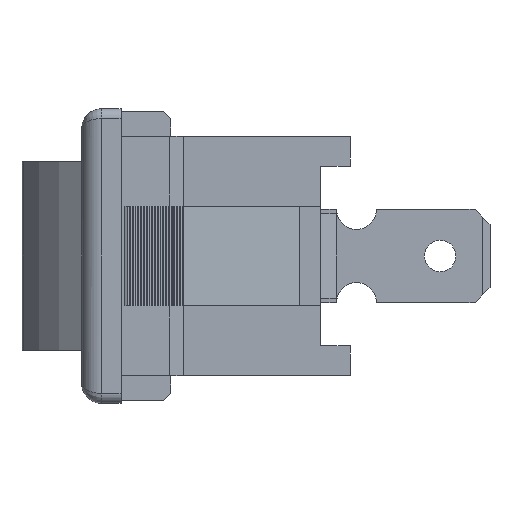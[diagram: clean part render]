
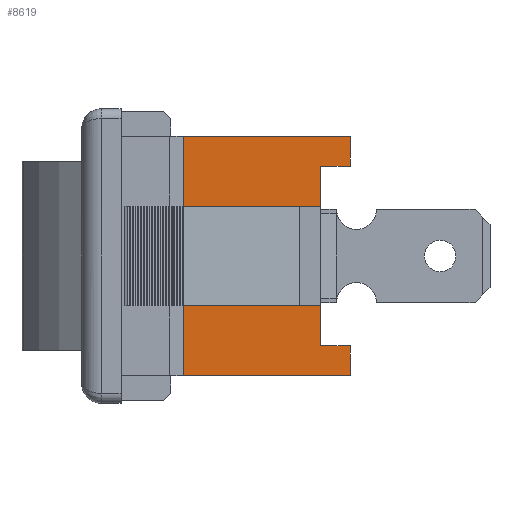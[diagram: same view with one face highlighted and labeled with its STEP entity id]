
A CAD part, left-side view. The second image highlights one B-rep face of the part: STEP entity #8619.
In plain terms, the highlighted planar face has unit normal (-1, 0, 0).
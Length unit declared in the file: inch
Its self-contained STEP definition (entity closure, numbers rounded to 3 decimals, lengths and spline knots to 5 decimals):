
#7259 = CARTESIAN_POINT ( 'NONE',  ( -0.3385, -0.17, 0.18 ) ) ;
#7260 = DIRECTION ( 'NONE',  ( 0., 0., 1. ) ) ;
#7261 = VECTOR ( 'NONE', #7260, 39.37008 ) ;
#7262 = CARTESIAN_POINT ( 'NONE',  ( -0.3385, -0.17, 0.24 ) ) ;
#7290 = CARTESIAN_POINT ( 'NONE',  ( -0.3385, -0.10881, 0.1 ) ) ;
#7291 = CARTESIAN_POINT ( 'NONE',  ( -0.3385, -0.23, 0.18 ) ) ;
#7292 = DIRECTION ( 'NONE',  ( 0., 0., -1. ) ) ;
#7293 = VECTOR ( 'NONE', #7292, 39.37008 ) ;
#7294 = CARTESIAN_POINT ( 'NONE',  ( -0.3385, -0.10881, 0.1 ) ) ;
#7295 = LINE ( 'NONE', #7294, #7293 ) ;
#7301 = DIRECTION ( 'NONE',  ( 0., 0., -1. ) ) ;
#7302 = DIRECTION ( 'NONE',  ( 1., 0., 0. ) ) ;
#7303 = CARTESIAN_POINT ( 'NONE',  ( -0.3385, 0.23, 0.24 ) ) ;
#7304 = AXIS2_PLACEMENT_3D ( 'NONE', #7303, #7302, #7301 ) ;
#7305 = PLANE ( 'NONE',  #7304 ) ;
#7306 = LINE ( 'NONE', #7262, #7261 ) ;
#7318 = DIRECTION ( 'NONE',  ( 0., 1., 0. ) ) ;
#7319 = VECTOR ( 'NONE', #7318, 39.37008 ) ;
#7320 = CARTESIAN_POINT ( 'NONE',  ( -0.3385, -0.17, 0.1 ) ) ;
#7321 = LINE ( 'NONE', #7320, #7319 ) ;
#7328 = FACE_OUTER_BOUND ( 'NONE', #8626, .T. ) ;
#7329 = CARTESIAN_POINT ( 'NONE',  ( -0.3385, -0.17, 0.1 ) ) ;
#7375 = CARTESIAN_POINT ( 'NONE',  ( -0.3385, 0.105, -0.24 ) ) ;
#7376 = DIRECTION ( 'NONE',  ( 0., -1., 0. ) ) ;
#7377 = VECTOR ( 'NONE', #7376, 39.37008 ) ;
#7378 = CARTESIAN_POINT ( 'NONE',  ( -0.3385, 0.23, -0.24 ) ) ;
#7379 = LINE ( 'NONE', #7378, #7377 ) ;
#7380 = CARTESIAN_POINT ( 'NONE',  ( -0.3385, -0.23, -0.24 ) ) ;
#7405 = DIRECTION ( 'NONE',  ( 0., 1., 0. ) ) ;
#7406 = VECTOR ( 'NONE', #7405, 39.37008 ) ;
#7407 = CARTESIAN_POINT ( 'NONE',  ( -0.3385, -0.17, -0.1 ) ) ;
#7408 = LINE ( 'NONE', #7407, #7406 ) ;
#7410 = CARTESIAN_POINT ( 'NONE',  ( -0.3385, -0.17, -0.1 ) ) ;
#7411 = DIRECTION ( 'NONE',  ( 0., 0., 1. ) ) ;
#7412 = VECTOR ( 'NONE', #7411, 39.37008 ) ;
#7413 = CARTESIAN_POINT ( 'NONE',  ( -0.3385, -0.17, 0.24 ) ) ;
#7414 = LINE ( 'NONE', #7413, #7412 ) ;
#7415 = CARTESIAN_POINT ( 'NONE',  ( -0.3385, -0.17, -0.18 ) ) ;
#7416 = DIRECTION ( 'NONE',  ( 0., 0., -1. ) ) ;
#7417 = VECTOR ( 'NONE', #7416, 39.37008 ) ;
#7418 = CARTESIAN_POINT ( 'NONE',  ( -0.3385, 0.105, 0.24 ) ) ;
#7419 = LINE ( 'NONE', #7418, #7417 ) ;
#7445 = CARTESIAN_POINT ( 'NONE',  ( -0.3385, 0.105, 0.24 ) ) ;
#7450 = DIRECTION ( 'NONE',  ( 0., -1., 0. ) ) ;
#7451 = VECTOR ( 'NONE', #7450, 39.37008 ) ;
#7452 = CARTESIAN_POINT ( 'NONE',  ( -0.3385, 0.23, 0.24 ) ) ;
#7453 = LINE ( 'NONE', #7452, #7451 ) ;
#7506 = CARTESIAN_POINT ( 'NONE',  ( -0.3385, -0.23, 0.24 ) ) ;
#7625 = DIRECTION ( 'NONE',  ( 0., 1., 0. ) ) ;
#7626 = VECTOR ( 'NONE', #7625, 39.37008 ) ;
#7627 = CARTESIAN_POINT ( 'NONE',  ( -0.3385, 0.23, -0.18 ) ) ;
#7628 = LINE ( 'NONE', #7627, #7626 ) ;
#7629 = CARTESIAN_POINT ( 'NONE',  ( -0.3385, -0.23, -0.18 ) ) ;
#7630 = DIRECTION ( 'NONE',  ( 0., 0., -1. ) ) ;
#7631 = VECTOR ( 'NONE', #7630, 39.37008 ) ;
#7632 = CARTESIAN_POINT ( 'NONE',  ( -0.3385, -0.23, 0.24 ) ) ;
#7633 = LINE ( 'NONE', #7632, #7631 ) ;
#7677 = CARTESIAN_POINT ( 'NONE',  ( -0.3385, -0.10881, -0.1 ) ) ;
#7682 = DIRECTION ( 'NONE',  ( 0., -1., 0. ) ) ;
#7683 = VECTOR ( 'NONE', #7682, 39.37008 ) ;
#7712 = CARTESIAN_POINT ( 'NONE',  ( -0.3385, 0.23, 0.18 ) ) ;
#7713 = LINE ( 'NONE', #7712, #7683 ) ;
#7718 = CARTESIAN_POINT ( 'NONE',  ( -0.3385, -0.23, 0.24 ) ) ;
#7719 = LINE ( 'NONE', #7718, #7796 ) ;
#7795 = DIRECTION ( 'NONE',  ( 0., 0., -1. ) ) ;
#7796 = VECTOR ( 'NONE', #7795, 39.37008 ) ;
#8617 = VERTEX_POINT ( 'NONE', #7329 ) ;
#8618 = ORIENTED_EDGE ( 'NONE', *, *, #8620, .T. ) ;
#8619 = ADVANCED_FACE ( 'NONE', ( #7328 ), #7305, .F. ) ;
#8620 = EDGE_CURVE ( 'NONE', #8617, #8621, #7306, .T. ) ;
#8621 = VERTEX_POINT ( 'NONE', #7259 ) ;
#8622 = ORIENTED_EDGE ( 'NONE', *, *, #8623, .F. ) ;
#8623 = EDGE_CURVE ( 'NONE', #8625, #8851, #7295, .T. ) ;
#8624 = VERTEX_POINT ( 'NONE', #7291 ) ;
#8625 = VERTEX_POINT ( 'NONE', #7290 ) ;
#8626 = EDGE_LOOP ( 'NONE', ( #8622, #8684, #8618, #8681, #8847, #8846, #8693, #8661, #8716, #8781, #8696, #8699 ) ) ;
#8654 = VERTEX_POINT ( 'NONE', #7380 ) ;
#8656 = EDGE_CURVE ( 'NONE', #8657, #8654, #7379, .T. ) ;
#8657 = VERTEX_POINT ( 'NONE', #7375 ) ;
#8661 = ORIENTED_EDGE ( 'NONE', *, *, #8656, .T. ) ;
#8681 = ORIENTED_EDGE ( 'NONE', *, *, #8849, .T. ) ;
#8684 = ORIENTED_EDGE ( 'NONE', *, *, #8685, .F. ) ;
#8685 = EDGE_CURVE ( 'NONE', #8617, #8625, #7321, .T. ) ;
#8693 = ORIENTED_EDGE ( 'NONE', *, *, #8694, .T. ) ;
#8694 = EDGE_CURVE ( 'NONE', #8810, #8657, #7419, .T. ) ;
#8695 = VERTEX_POINT ( 'NONE', #7415 ) ;
#8696 = ORIENTED_EDGE ( 'NONE', *, *, #8697, .T. ) ;
#8697 = EDGE_CURVE ( 'NONE', #8695, #8698, #7414, .T. ) ;
#8698 = VERTEX_POINT ( 'NONE', #7410 ) ;
#8699 = ORIENTED_EDGE ( 'NONE', *, *, #8700, .T. ) ;
#8700 = EDGE_CURVE ( 'NONE', #8698, #8851, #7408, .T. ) ;
#8716 = ORIENTED_EDGE ( 'NONE', *, *, #8779, .F. ) ;
#8779 = EDGE_CURVE ( 'NONE', #8780, #8654, #7633, .T. ) ;
#8780 = VERTEX_POINT ( 'NONE', #7629 ) ;
#8781 = ORIENTED_EDGE ( 'NONE', *, *, #8782, .T. ) ;
#8782 = EDGE_CURVE ( 'NONE', #8780, #8695, #7628, .T. ) ;
#8808 = EDGE_CURVE ( 'NONE', #8810, #8830, #7453, .T. ) ;
#8810 = VERTEX_POINT ( 'NONE', #7445 ) ;
#8830 = VERTEX_POINT ( 'NONE', #7506 ) ;
#8846 = ORIENTED_EDGE ( 'NONE', *, *, #8808, .F. ) ;
#8847 = ORIENTED_EDGE ( 'NONE', *, *, #8848, .F. ) ;
#8848 = EDGE_CURVE ( 'NONE', #8830, #8624, #7719, .T. ) ;
#8849 = EDGE_CURVE ( 'NONE', #8621, #8624, #7713, .T. ) ;
#8851 = VERTEX_POINT ( 'NONE', #7677 ) ;
